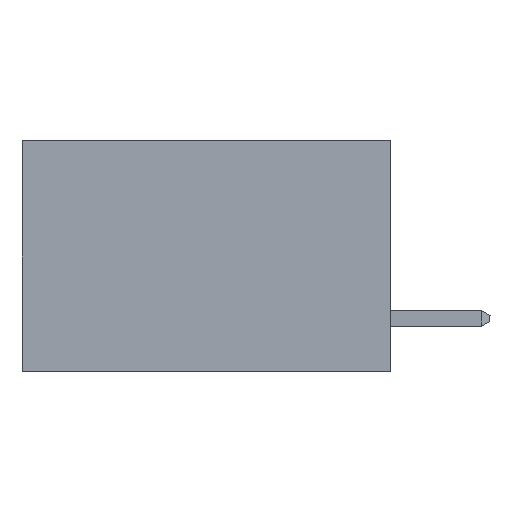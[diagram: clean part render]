
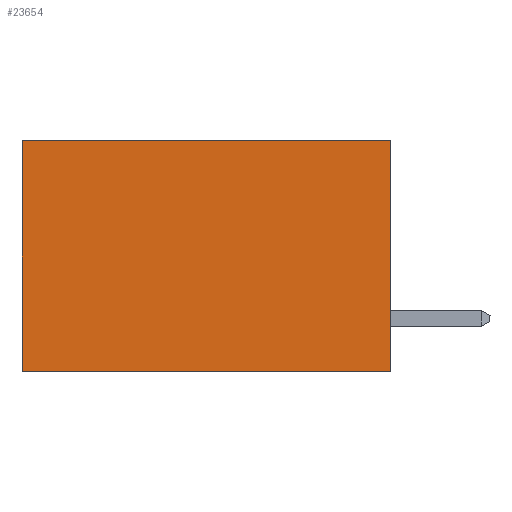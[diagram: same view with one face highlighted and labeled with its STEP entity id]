
A CAD part, left-side view. The second image highlights one B-rep face of the part: STEP entity #23654.
In plain terms, the highlighted planar face has unit normal (-1, 0, 0).
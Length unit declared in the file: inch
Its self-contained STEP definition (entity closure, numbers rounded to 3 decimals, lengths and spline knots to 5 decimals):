
#60 = CARTESIAN_POINT ( 'NONE',  ( 0.277, 0., -0.37 ) ) ;
#313 = VECTOR ( 'NONE', #27039, 39.37008 ) ;
#368 = DIRECTION ( 'NONE',  ( 0., 0., -1. ) ) ;
#835 = CARTESIAN_POINT ( 'NONE',  ( 0.277, 0.59, 0. ) ) ;
#2908 = VERTEX_POINT ( 'NONE', #4059 ) ;
#3998 = AXIS2_PLACEMENT_3D ( 'NONE', #24948, #10081, #27420 ) ;
#4059 = CARTESIAN_POINT ( 'NONE',  ( 0.277, 0., -0.37 ) ) ;
#5734 = VERTEX_POINT ( 'NONE', #835 ) ;
#6100 = LINE ( 'NONE', #25184, #313 ) ;
#6257 = LINE ( 'NONE', #30203, #25271 ) ;
#6386 = EDGE_LOOP ( 'NONE', ( #11432, #25786, #8786, #8413 ) ) ;
#7556 = PLANE ( 'NONE',  #3998 ) ;
#8413 = ORIENTED_EDGE ( 'NONE', *, *, #17862, .T. ) ;
#8446 = EDGE_CURVE ( 'NONE', #5734, #19856, #6257, .T. ) ;
#8599 = CARTESIAN_POINT ( 'NONE',  ( 0.277, 0.59, -0.37 ) ) ;
#8786 = ORIENTED_EDGE ( 'NONE', *, *, #10613, .F. ) ;
#9906 = DIRECTION ( 'NONE',  ( 0., 1., 0. ) ) ;
#10081 = DIRECTION ( 'NONE',  ( 1., 0., 0. ) ) ;
#10613 = EDGE_CURVE ( 'NONE', #32046, #2908, #6100, .T. ) ;
#11432 = ORIENTED_EDGE ( 'NONE', *, *, #8446, .T. ) ;
#14275 = VECTOR ( 'NONE', #22044, 39.37008 ) ;
#15055 = LINE ( 'NONE', #20184, #14275 ) ;
#17862 = EDGE_CURVE ( 'NONE', #32046, #5734, #15055, .T. ) ;
#19856 = VERTEX_POINT ( 'NONE', #8599 ) ;
#20184 = CARTESIAN_POINT ( 'NONE',  ( 0.277, 0., 0. ) ) ;
#22044 = DIRECTION ( 'NONE',  ( 0., 1., 0. ) ) ;
#22691 = CARTESIAN_POINT ( 'NONE',  ( 0.277, 0., 0. ) ) ;
#22746 = LINE ( 'NONE', #60, #28508 ) ;
#23654 = ADVANCED_FACE ( 'NONE', ( #24749 ), #7556, .F. ) ;
#24749 = FACE_OUTER_BOUND ( 'NONE', #6386, .T. ) ;
#24767 = EDGE_CURVE ( 'NONE', #2908, #19856, #22746, .T. ) ;
#24948 = CARTESIAN_POINT ( 'NONE',  ( 0.277, 0., -0.37 ) ) ;
#25184 = CARTESIAN_POINT ( 'NONE',  ( 0.277, 0., -0.37 ) ) ;
#25271 = VECTOR ( 'NONE', #368, 39.37008 ) ;
#25786 = ORIENTED_EDGE ( 'NONE', *, *, #24767, .F. ) ;
#27039 = DIRECTION ( 'NONE',  ( 0., 0., -1. ) ) ;
#27420 = DIRECTION ( 'NONE',  ( 0., 0., -1. ) ) ;
#28508 = VECTOR ( 'NONE', #9906, 39.37008 ) ;
#30203 = CARTESIAN_POINT ( 'NONE',  ( 0.277, 0.59, -0.37 ) ) ;
#32046 = VERTEX_POINT ( 'NONE', #22691 ) ;
